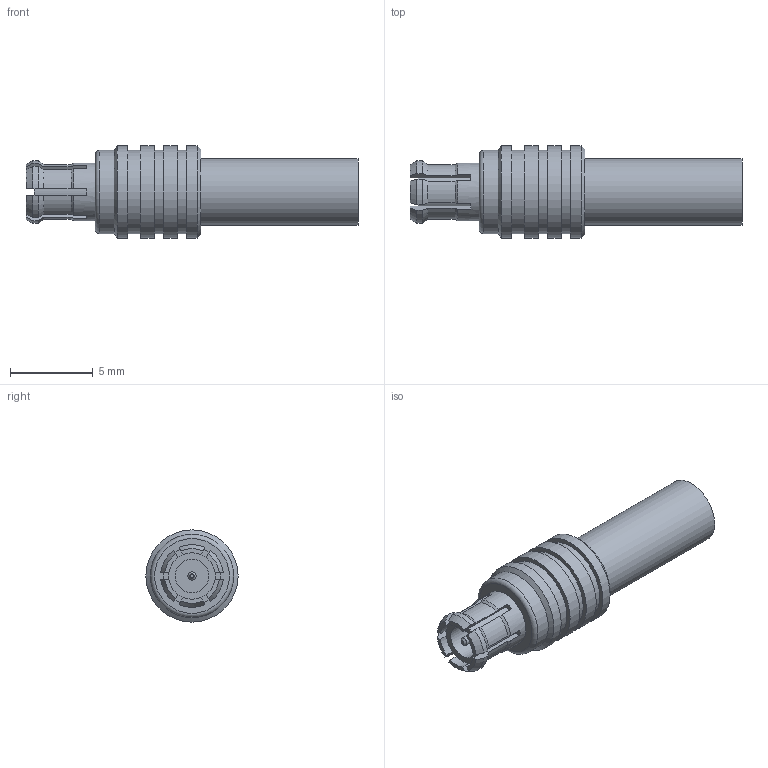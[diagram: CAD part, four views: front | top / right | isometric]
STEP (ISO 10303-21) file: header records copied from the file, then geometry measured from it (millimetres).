
FILE_DESCRIPTION (( 'STEP AP203' ), '1' );
FILE_NAME ('PE4878_3D.step', '2020-08-04T22:09:17', ( '' ), ( '' ), 'SwSTEP 2.0', 'SolidWorks 2018', '' );
FILE_SCHEMA (( 'CONFIG_CONTROL_DESIGN' ));
Length unit declared in the file: inch
Products named in the file (1): PE4878_3D
Bounding box: 20.05 x 5.57 x 5.57 mm (x, y, z)
Volume: 200.3 mm3; surface area: 581 mm2
Topology: 2 solids, 2 shells, 101 faces, 241 edges, 155 vertices
Faces by surface type: plane 39, cylinder 39, cone 22, torus 1
Full cylindrical faces by diameter (mm): 0.508 x1, 1.999 x1, 2.032 x1, 2.73 x1, 3.498 x1, 3.5 x1, 4 x1, 5.027 x4, 5.573 x4
Entity records: 2973 total; most frequent: CARTESIAN_POINT 618, DIRECTION 486, ORIENTED_EDGE 438, EDGE_CURVE 219, AXIS2_PLACEMENT_3D 201, VERTEX_POINT 153, EDGE_LOOP 134, FACE_OUTER_BOUND 117
